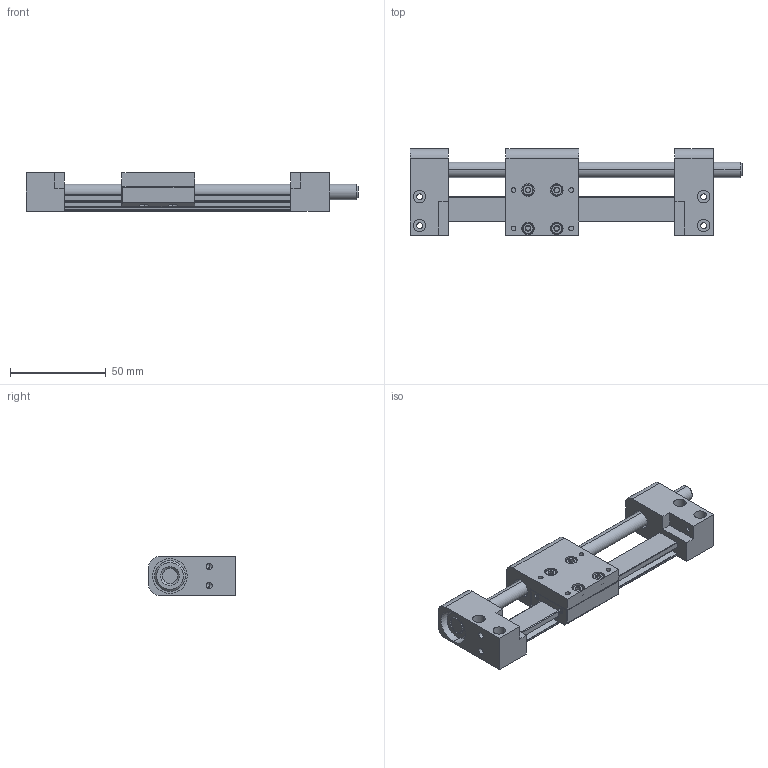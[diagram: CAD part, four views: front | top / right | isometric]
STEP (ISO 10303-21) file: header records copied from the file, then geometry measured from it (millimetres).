
FILE_DESCRIPTION(('no description'),'unknown implementation level');
FILE_NAME('SLT_BB_0412_ER_S0015RG_80_1.stp',' ',('igus GmbH'),('CADClick - KiM GmbH - www.kimweb.de'),'unknown preprocess','ACIS','unknown authorization');
FILE_SCHEMA(('automotive_design'));
Length unit declared in the file: millimetre
Products named in the file (2): 1; 2
Bounding box: 173 x 45 x 20 mm (x, y, z)
Volume: 70065.4 mm3; surface area: 36958.7 mm2
Topology: 2 solids, 2 shells, 627 faces, 1687 edges, 1098 vertices
Faces by surface type: plane 364, cylinder 209, cone 46, torus 8
Entity records: 38791 total; most frequent: CARTESIAN_POINT 3596, DIRECTION 3533, STYLED_ITEM 3402, PRESENTATION_STYLE_ASSIGNMENT 3402, COLOUR_RGB 3402, ORIENTED_EDGE 3350, EDGE_CURVE 1675, CURVE_STYLE 1675
